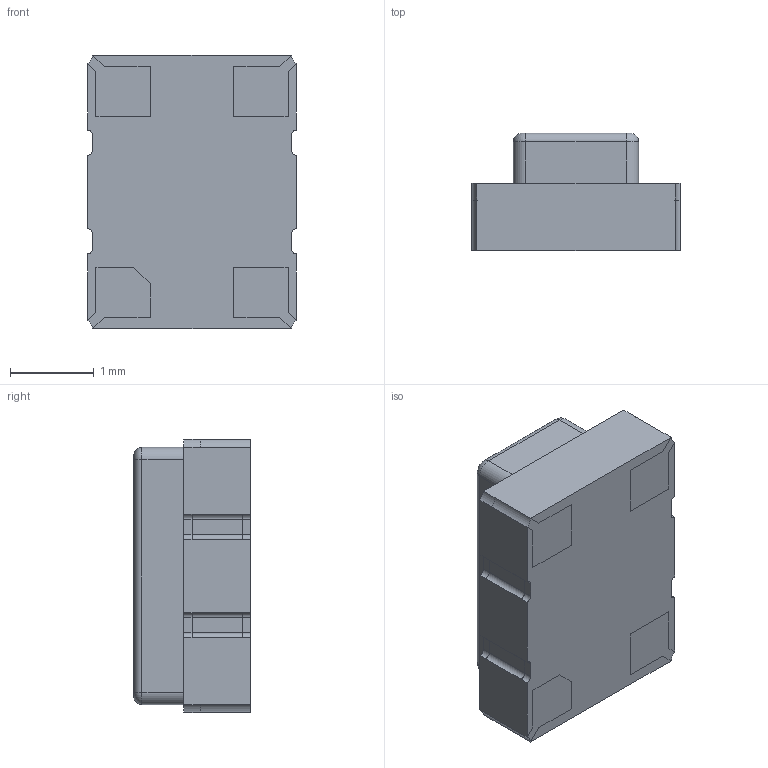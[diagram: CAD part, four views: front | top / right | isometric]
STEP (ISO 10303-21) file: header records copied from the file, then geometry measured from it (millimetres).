
FILE_DESCRIPTION (( 'STEP AP214' ), '1' );
FILE_NAME ('ECS-327TXO-33-TR.STEP', '2020-10-01T13:02:45', ( '' ), ( '' ), 'SwSTEP 2.0', 'SolidWorks 2017', '' );
FILE_SCHEMA (( 'AUTOMOTIVE_DESIGN' ));
Length unit declared in the file: millimetre
Products named in the file (1): ECS-327TXO-33-TR
Bounding box: 2.5 x 1.4 x 3.28 mm (x, y, z)
Volume: 9.2 mm3; surface area: 58.4 mm2
Topology: 11 solids, 11 shells, 181 faces, 442 edges, 284 vertices
Faces by surface type: plane 133, cylinder 44, torus 4
Entity records: 5376 total; most frequent: CARTESIAN_POINT 908, DIRECTION 898, ORIENTED_EDGE 884, EDGE_CURVE 442, LINE 350, VECTOR 350, VERTEX_POINT 284, AXIS2_PLACEMENT_3D 274
